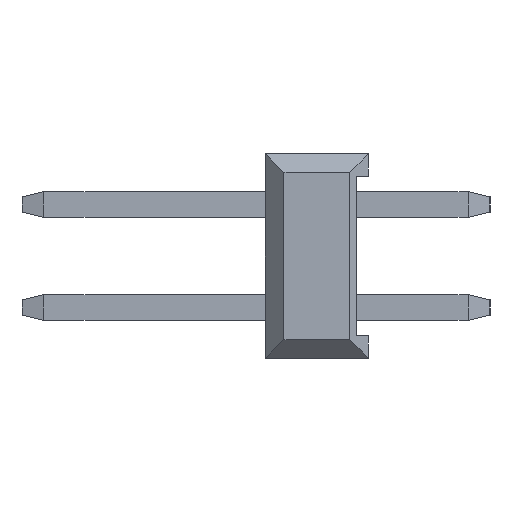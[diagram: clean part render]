
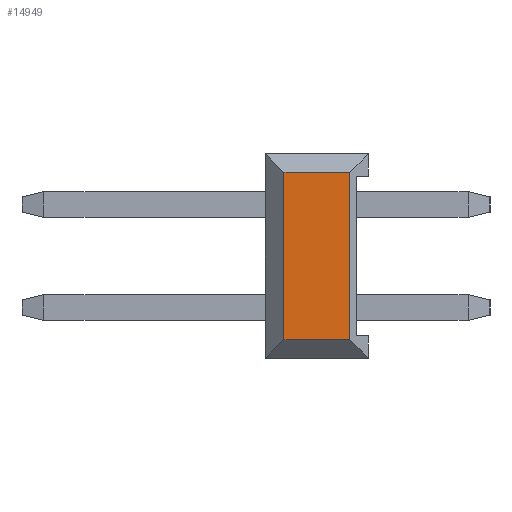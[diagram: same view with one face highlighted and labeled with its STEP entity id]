
A CAD part, left-side view. The second image highlights one B-rep face of the part: STEP entity #14949.
In plain terms, the highlighted planar face has unit normal (-1, 0, 0).
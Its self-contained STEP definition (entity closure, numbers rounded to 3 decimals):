
#1509 = FACE_OUTER_BOUND ( 'NONE', #15784, .T. ) ;
#1515 = AXIS2_PLACEMENT_3D ( 'NONE', #9306, #9307, #9308 ) ;
#3239 = EDGE_CURVE ( 'NONE', #7250, #7251, #21872, .T. ) ;
#5423 = ORIENTED_EDGE ( 'NONE', *, *, #25897, .T. ) ;
#5425 = ORIENTED_EDGE ( 'NONE', *, *, #25899, .F. ) ;
#5427 = ORIENTED_EDGE ( 'NONE', *, *, #3239, .T. ) ;
#5429 = ORIENTED_EDGE ( 'NONE', *, *, #25898, .F. ) ;
#7250 = VERTEX_POINT ( 'NONE', #19746 ) ;
#7251 = VERTEX_POINT ( 'NONE', #19747 ) ;
#7252 = VERTEX_POINT ( 'NONE', #19748 ) ;
#7253 = VERTEX_POINT ( 'NONE', #19749 ) ;
#9305 = PLANE ( 'NONE',  #1515 ) ;
#9306 = CARTESIAN_POINT ( 'NONE',  ( -1.27, 2.54, 0.79 ) ) ;
#9307 = DIRECTION ( 'NONE',  ( 1., 0., 0. ) ) ;
#9308 = DIRECTION ( 'NONE',  ( 0., 0., -1. ) ) ;
#10441 = VECTOR ( 'NONE', #18052, 1000. ) ;
#10442 = VECTOR ( 'NONE', #18055, 1000. ) ;
#10444 = VECTOR ( 'NONE', #18058, 1000. ) ;
#14949 = ADVANCED_FACE ( 'NONE', ( #1509 ), #9305, .F. ) ;
#15784 = EDGE_LOOP ( 'NONE', ( #5429, #5425, #5427, #5423 ) ) ;
#17481 = VECTOR ( 'NONE', #21874, 1000. ) ;
#18050 = LINE ( 'NONE', #18051, #10441 ) ;
#18051 = CARTESIAN_POINT ( 'NONE',  ( -1.27, 0.46, -3.81 ) ) ;
#18052 = DIRECTION ( 'NONE',  ( 0., 0., 1. ) ) ;
#18053 = LINE ( 'NONE', #18054, #10442 ) ;
#18054 = CARTESIAN_POINT ( 'NONE',  ( -1.27, 2.54, 0.79 ) ) ;
#18055 = DIRECTION ( 'NONE',  ( 0., -1., 0. ) ) ;
#18056 = LINE ( 'NONE', #18057, #10444 ) ;
#18057 = CARTESIAN_POINT ( 'NONE',  ( -1.27, 2.08, -3.81 ) ) ;
#18058 = DIRECTION ( 'NONE',  ( 0., 0., 1. ) ) ;
#19746 = CARTESIAN_POINT ( 'NONE',  ( -1.27, 2.08, -3.33 ) ) ;
#19747 = CARTESIAN_POINT ( 'NONE',  ( -1.27, 0.46, -3.33 ) ) ;
#19748 = CARTESIAN_POINT ( 'NONE',  ( -1.27, 2.08, 0.79 ) ) ;
#19749 = CARTESIAN_POINT ( 'NONE',  ( -1.27, 0.46, 0.79 ) ) ;
#21872 = LINE ( 'NONE', #21873, #17481 ) ;
#21873 = CARTESIAN_POINT ( 'NONE',  ( -1.27, 2.54, -3.33 ) ) ;
#21874 = DIRECTION ( 'NONE',  ( 0., -1., 0. ) ) ;
#25897 = EDGE_CURVE ( 'NONE', #7251, #7253, #18050, .T. ) ;
#25898 = EDGE_CURVE ( 'NONE', #7252, #7253, #18053, .T. ) ;
#25899 = EDGE_CURVE ( 'NONE', #7250, #7252, #18056, .T. ) ;
